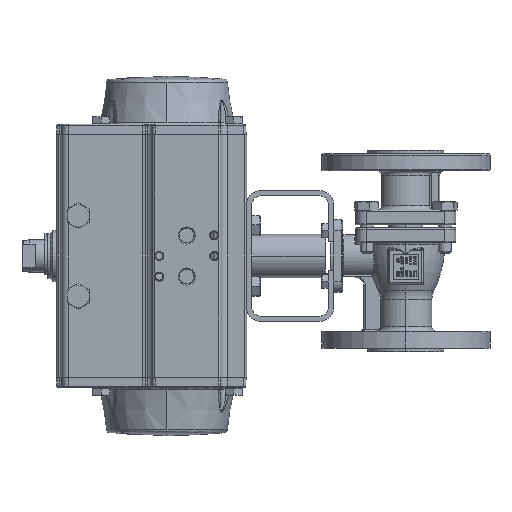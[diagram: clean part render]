
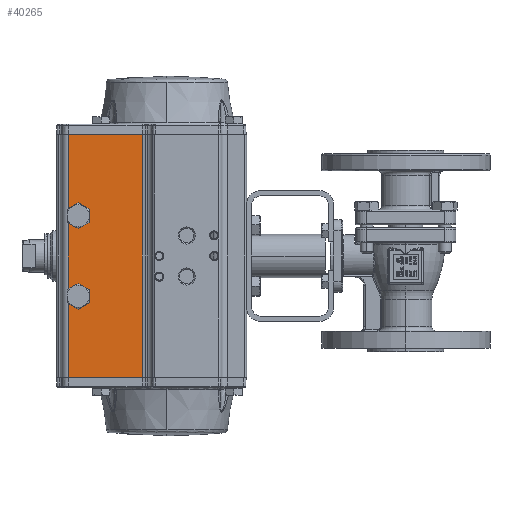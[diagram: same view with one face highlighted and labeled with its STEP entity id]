
A CAD part, left-side view. The second image highlights one B-rep face of the part: STEP entity #40265.
In plain terms, the highlighted planar face has unit normal (-1, 0, 0).
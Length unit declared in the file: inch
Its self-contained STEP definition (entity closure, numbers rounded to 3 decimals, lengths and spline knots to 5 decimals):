
#1147 = AXIS2_PLACEMENT_3D ( 'NONE', #31074, #44595, #4515 ) ;
#2351 = DIRECTION ( 'NONE',  ( 0., 0., 1. ) ) ;
#2384 = LINE ( 'NONE', #47381, #37957 ) ;
#3274 = CARTESIAN_POINT ( 'NONE',  ( -1.56693, 7.75543, 2.79134 ) ) ;
#4515 = DIRECTION ( 'NONE',  ( 0., 0., 1. ) ) ;
#7241 = EDGE_CURVE ( 'NONE', #84106, #77747, #15549, .T. ) ;
#7297 = DIRECTION ( 'NONE',  ( 0., 0., 1. ) ) ;
#8142 = LINE ( 'NONE', #54009, #79277 ) ;
#9001 = VECTOR ( 'NONE', #37450, 39.37008 ) ;
#10791 = EDGE_CURVE ( 'NONE', #18389, #56801, #83542, .T. ) ;
#11155 = CARTESIAN_POINT ( 'NONE',  ( -1.56693, 6.05927, 2.79134 ) ) ;
#11196 = CARTESIAN_POINT ( 'NONE',  ( -1.56693, 7.75543, 0.80967 ) ) ;
#11632 = ORIENTED_EDGE ( 'NONE', *, *, #37229, .T. ) ;
#12287 = EDGE_LOOP ( 'NONE', ( #32716, #12728, #39507, #11632, #86661, #79870, #78267, #21421 ) ) ;
#12728 = ORIENTED_EDGE ( 'NONE', *, *, #29189, .T. ) ;
#13903 = VECTOR ( 'NONE', #29809, 39.37008 ) ;
#14965 = CARTESIAN_POINT ( 'NONE',  ( -1.56693, 7.75543, 2.79134 ) ) ;
#15549 = CIRCLE ( 'NONE', #25079, 0.25591 ) ;
#15964 = LINE ( 'NONE', #83382, #13903 ) ;
#16420 = EDGE_CURVE ( 'NONE', #59038, #62115, #15964, .T. ) ;
#17642 = PLANE ( 'NONE',  #1147 ) ;
#18310 = VERTEX_POINT ( 'NONE', #11155 ) ;
#18389 = VERTEX_POINT ( 'NONE', #25455 ) ;
#21421 = ORIENTED_EDGE ( 'NONE', *, *, #29577, .T. ) ;
#22675 = VECTOR ( 'NONE', #48625, 39.37008 ) ;
#23231 = DIRECTION ( 'NONE',  ( 0., -1., 0. ) ) ;
#25079 = AXIS2_PLACEMENT_3D ( 'NONE', #75005, #75299, #74540 ) ;
#25402 = FACE_OUTER_BOUND ( 'NONE', #12287, .T. ) ;
#25455 = CARTESIAN_POINT ( 'NONE',  ( -1.56693, 7.75543, 1.04072 ) ) ;
#28008 = AXIS2_PLACEMENT_3D ( 'NONE', #82436, #42393, #2351 ) ;
#28618 = VERTEX_POINT ( 'NONE', #3274 ) ;
#29189 = EDGE_CURVE ( 'NONE', #56801, #84106, #8142, .T. ) ;
#29577 = EDGE_CURVE ( 'NONE', #28618, #18389, #78193, .T. ) ;
#29809 = DIRECTION ( 'NONE',  ( 0., -1., 0. ) ) ;
#30228 = CARTESIAN_POINT ( 'NONE',  ( -1.56693, 7.75543, -2.79134 ) ) ;
#31074 = CARTESIAN_POINT ( 'NONE',  ( -1.56693, 6.05927, 2.79134 ) ) ;
#31683 = VECTOR ( 'NONE', #23231, 39.37008 ) ;
#32716 = ORIENTED_EDGE ( 'NONE', *, *, #10791, .T. ) ;
#34073 = DIRECTION ( 'NONE',  ( 0., 0., -1. ) ) ;
#37229 = EDGE_CURVE ( 'NONE', #77747, #59038, #44594, .T. ) ;
#37450 = DIRECTION ( 'NONE',  ( 0., 0., -1. ) ) ;
#37957 = VECTOR ( 'NONE', #7297, 39.37008 ) ;
#39507 = ORIENTED_EDGE ( 'NONE', *, *, #7241, .T. ) ;
#40265 = ADVANCED_FACE ( 'NONE', ( #25402 ), #17642, .T. ) ;
#40825 = EDGE_CURVE ( 'NONE', #62115, #18310, #2384, .T. ) ;
#42393 = DIRECTION ( 'NONE',  ( 1., 0., 0. ) ) ;
#44594 = LINE ( 'NONE', #77523, #9001 ) ;
#44595 = DIRECTION ( 'NONE',  ( -1., 0., 0. ) ) ;
#46767 = CARTESIAN_POINT ( 'NONE',  ( -1.56693, 7.75543, -1.04072 ) ) ;
#47381 = CARTESIAN_POINT ( 'NONE',  ( -1.56693, 6.05927, 2.79134 ) ) ;
#48625 = DIRECTION ( 'NONE',  ( 0., 0., -1. ) ) ;
#51375 = CARTESIAN_POINT ( 'NONE',  ( -1.56693, 6.05927, -2.79134 ) ) ;
#54009 = CARTESIAN_POINT ( 'NONE',  ( -1.56693, 7.75543, 2.79134 ) ) ;
#56648 = CARTESIAN_POINT ( 'NONE',  ( -1.56693, 3.657, 2.79134 ) ) ;
#56801 = VERTEX_POINT ( 'NONE', #11196 ) ;
#59038 = VERTEX_POINT ( 'NONE', #30228 ) ;
#60102 = EDGE_CURVE ( 'NONE', #28618, #18310, #67326, .T. ) ;
#62115 = VERTEX_POINT ( 'NONE', #51375 ) ;
#64031 = CARTESIAN_POINT ( 'NONE',  ( -1.56693, 7.75543, -0.80967 ) ) ;
#67326 = LINE ( 'NONE', #56648, #31683 ) ;
#74540 = DIRECTION ( 'NONE',  ( 0., 1., 0. ) ) ;
#75005 = CARTESIAN_POINT ( 'NONE',  ( -1.56693, 7.52708, -0.9252 ) ) ;
#75299 = DIRECTION ( 'NONE',  ( 1., 0., 0. ) ) ;
#77523 = CARTESIAN_POINT ( 'NONE',  ( -1.56693, 7.75543, 2.79134 ) ) ;
#77747 = VERTEX_POINT ( 'NONE', #46767 ) ;
#78193 = LINE ( 'NONE', #14965, #22675 ) ;
#78267 = ORIENTED_EDGE ( 'NONE', *, *, #60102, .F. ) ;
#79277 = VECTOR ( 'NONE', #34073, 39.37008 ) ;
#79870 = ORIENTED_EDGE ( 'NONE', *, *, #40825, .T. ) ;
#82436 = CARTESIAN_POINT ( 'NONE',  ( -1.56693, 7.52708, 0.9252 ) ) ;
#83382 = CARTESIAN_POINT ( 'NONE',  ( -1.56693, 3.657, -2.79134 ) ) ;
#83542 = CIRCLE ( 'NONE', #28008, 0.25591 ) ;
#84106 = VERTEX_POINT ( 'NONE', #64031 ) ;
#86661 = ORIENTED_EDGE ( 'NONE', *, *, #16420, .T. ) ;
